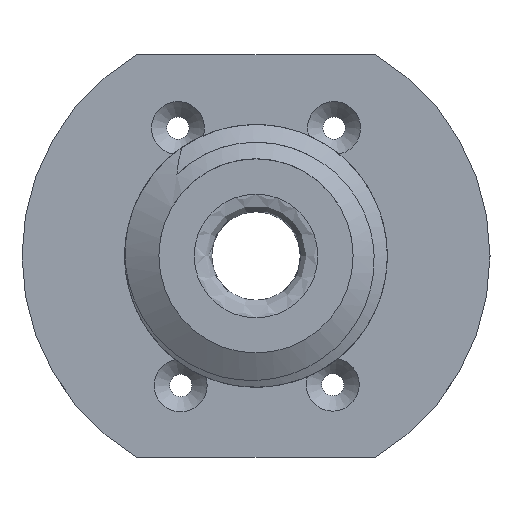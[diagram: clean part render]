
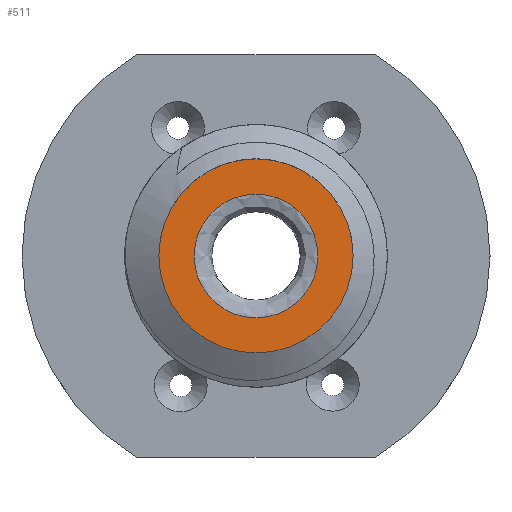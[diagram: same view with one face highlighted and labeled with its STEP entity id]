
A CAD part, top view. The second image highlights one B-rep face of the part: STEP entity #511.
In plain terms, the highlighted planar face has unit normal (0, 0, 1).
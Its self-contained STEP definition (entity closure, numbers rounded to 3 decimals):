
#31=FACE_BOUND('',#98,.T.);
#38=PLANE('',#581);
#60=FACE_OUTER_BOUND('',#97,.T.);
#97=EDGE_LOOP('',(#429));
#98=EDGE_LOOP('',(#430));
#133=CIRCLE('',#579,7.);
#134=CIRCLE('',#582,11.);
#243=VERTEX_POINT('',#1417);
#245=VERTEX_POINT('',#1434);
#311=EDGE_CURVE('',#243,#243,#133,.T.);
#313=EDGE_CURVE('',#245,#245,#134,.T.);
#429=ORIENTED_EDGE('',*,*,#313,.T.);
#430=ORIENTED_EDGE('',*,*,#311,.F.);
#511=ADVANCED_FACE('',(#60,#31),#38,.T.);
#579=AXIS2_PLACEMENT_3D('',#1430,#705,#706);
#581=AXIS2_PLACEMENT_3D('',#1433,#710,#711);
#582=AXIS2_PLACEMENT_3D('',#1435,#712,#713);
#705=DIRECTION('center_axis',(0.,0.,1.));
#706=DIRECTION('ref_axis',(1.,0.,0.));
#710=DIRECTION('center_axis',(0.,0.,1.));
#711=DIRECTION('ref_axis',(1.,0.,0.));
#712=DIRECTION('center_axis',(0.,0.,1.));
#713=DIRECTION('ref_axis',(1.,0.,0.));
#1417=CARTESIAN_POINT('',(-7.,0.,3.5));
#1430=CARTESIAN_POINT('Origin',(0.,0.,3.5));
#1433=CARTESIAN_POINT('Origin',(0.,0.,3.5));
#1434=CARTESIAN_POINT('',(-11.,0.,3.5));
#1435=CARTESIAN_POINT('Origin',(0.,0.,3.5));
